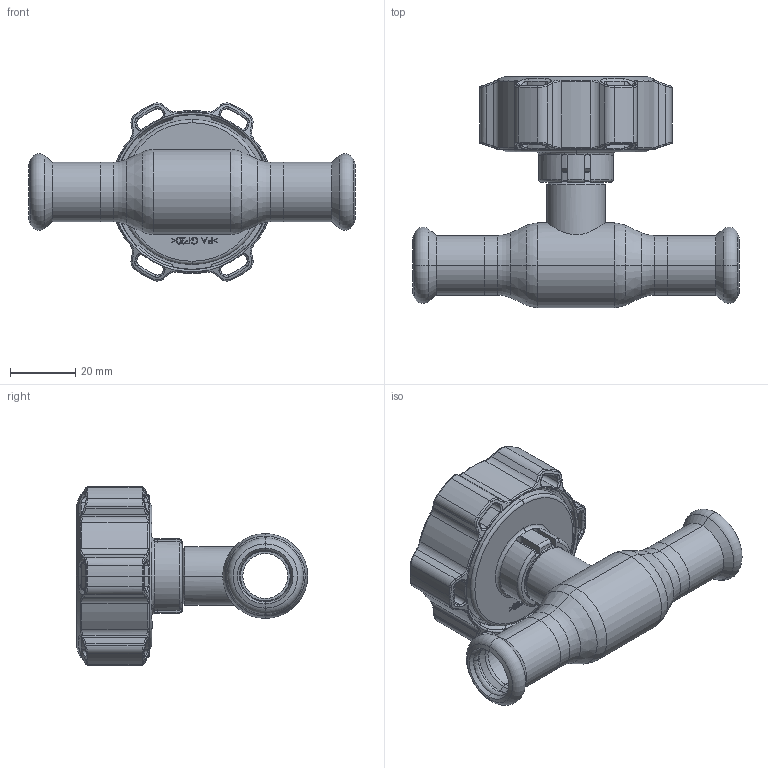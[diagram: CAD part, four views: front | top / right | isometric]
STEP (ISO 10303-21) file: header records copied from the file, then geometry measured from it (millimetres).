
FILE_DESCRIPTION (( 'STEP AP214' ), '1' );
FILE_NAME ('1010000100-1200.step', '2024-01-15T11:11:27', ( '' ), ( '' ), 'SwSTEP 2.0', 'SolidWorks 2021', '' );
FILE_SCHEMA (( 'AUTOMOTIVE_DESIGN' ));
Length unit declared in the file: millimetre
Products named in the file (1): 1010000100-1200
Bounding box: 100 x 70.9 x 54.57 mm (x, y, z)
Surface area: 25322.9 mm2 (no closed solid volume)
Topology: 0 solids, 12 shells, 545 faces, 1674 edges, 1096 vertices
Faces by surface type: bspline 197, cylinder 126, plane 83, torus 81, cone 58
Entity records: 36040 total; most frequent: CARTESIAN_POINT 17082, ORIENTED_EDGE 2890, DIRECTION 2205, EDGE_CURVE 1674, VERTEX_POINT 1096, AXIS2_PLACEMENT_3D 890, B_SPLINE_CURVE_WITH_KNOTS 678, EDGE_LOOP 575
